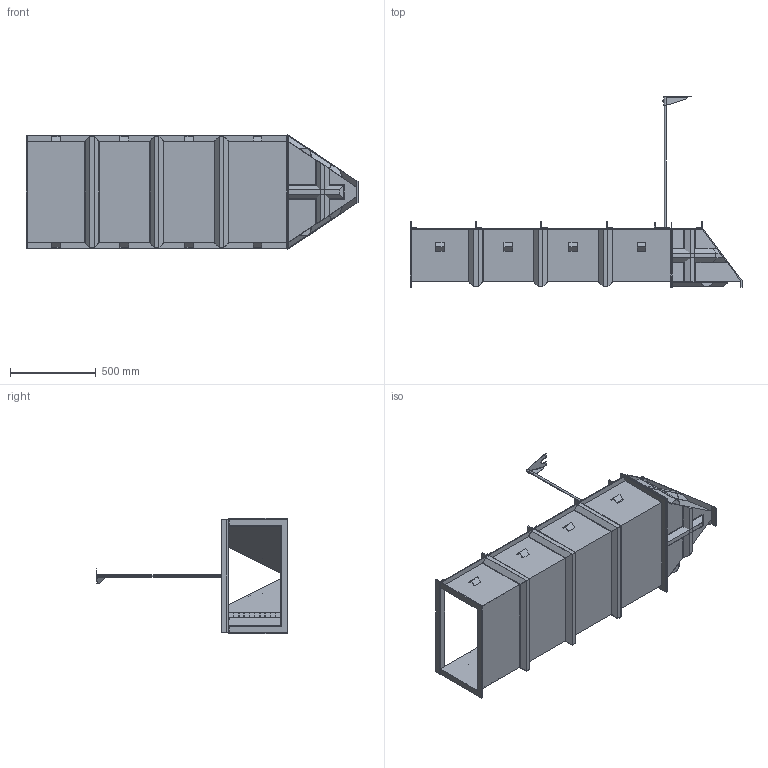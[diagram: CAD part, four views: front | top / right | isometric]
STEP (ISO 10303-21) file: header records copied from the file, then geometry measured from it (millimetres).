
FILE_DESCRIPTION (( 'STEP AP214' ), '1' );
FILE_NAME ('1.0H Flume Assy with options.STEP', '2020-08-28T13:25:21', ( '' ), ( '' ), 'SwSTEP 2.0', 'SolidWorks 2020', '' );
FILE_SCHEMA (( 'AUTOMOTIVE_DESIGN' ));
Length unit declared in the file: inch
Products named in the file (13): Top Bracket Tube; 1.0H Flume Assy with options; H Flume Ultrasonic Bkt Assem1_0.5H Flume; Parshall Staff Gauge 24in long parshall staff gauge_English Staff Gauge - 12"; Ulstrasonic Bracket Assy_30in height - Default; base plate; hex nut_ai_HNUT 0.2500-20-D-N; C Channel Ultrasonic Bkt_0.5H Flume; Ultrasonic Top Plate Assembly Rev A; Top Bracket Rev A sheet metal; shaft_30in Default; 1.0H H Flume ApproacH Section_1.0'' H; 1.0H H Flume_1.0'' H FLUME  W - OPTIONS
Assembly tree (12 placements, depth 5):
  1.0H Flume Assy with options
    1.0H H Flume_1.0'' H FLUME  W - OPTIONS
    1.0H H Flume ApproacH Section_1.0'' H
    H Flume Ultrasonic Bkt Assem1_0.5H Flume
      Ulstrasonic Bracket Assy_30in height - Default
        base plate
        shaft_30in Default
        Ultrasonic Top Plate Assembly Rev A
          Top Bracket Rev A sheet metal
          Top Bracket Tube
          hex nut_ai_HNUT 0.2500-20-D-N
      C Channel Ultrasonic Bkt_0.5H Flume
    Parshall Staff Gauge 24in long parshall staff gauge_English Staff Gauge - 12"
Bounding box: 1935.48 x 1111.19 x 670.7 mm (x, y, z)
Volume: 15804909.3 mm3; surface area: 7901368.3 mm2
Topology: 33 solids, 47 shells, 480 faces, 1160 edges, 768 vertices
Faces by surface type: plane 432, cylinder 29, cone 16, bspline 3
Entity records: 16554 total; most frequent: CARTESIAN_POINT 2888, ORIENTED_EDGE 2304, DIRECTION 2170, EDGE_CURVE 1160, LINE 1058, VECTOR 1058, VERTEX_POINT 768, AXIS2_PLACEMENT_3D 556
